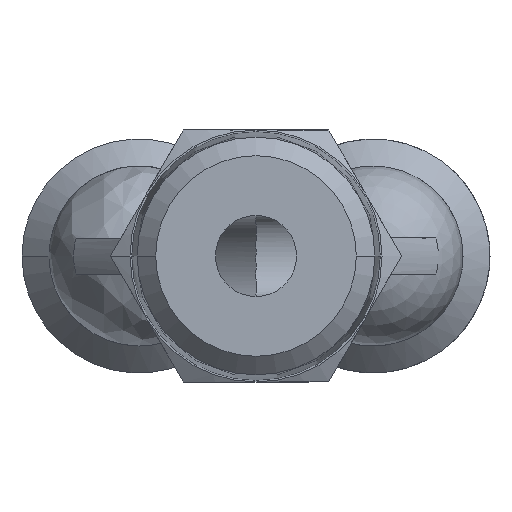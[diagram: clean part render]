
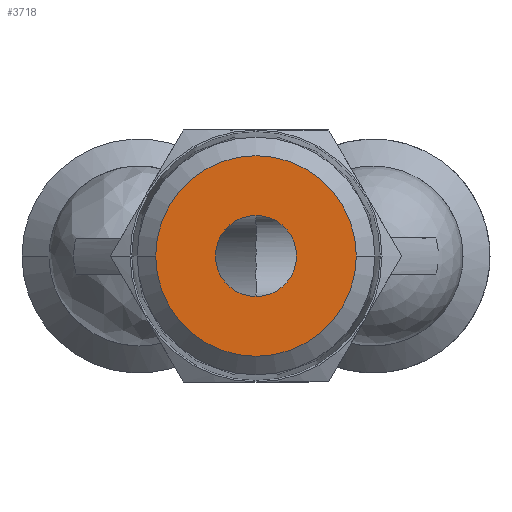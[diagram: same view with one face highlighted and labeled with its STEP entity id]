
A CAD part, front view. The second image highlights one B-rep face of the part: STEP entity #3718.
In plain terms, the highlighted planar face has unit normal (0, -1, 0).
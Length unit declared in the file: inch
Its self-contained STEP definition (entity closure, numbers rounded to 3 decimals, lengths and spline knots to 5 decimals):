
#241 = AXIS2_PLACEMENT_3D ( 'NONE', #268, #3884, #769 ) ;
#268 = CARTESIAN_POINT ( 'NONE',  ( 0., -0.64961, 0. ) ) ;
#386 = EDGE_CURVE ( 'NONE', #2060, #1747, #5545, .T. ) ;
#510 = AXIS2_PLACEMENT_3D ( 'NONE', #5767, #5745, #5722 ) ;
#516 = CARTESIAN_POINT ( 'NONE',  ( -0.10968, -0.64961, 0. ) ) ;
#646 = FACE_BOUND ( 'NONE', #5574, .T. ) ;
#769 = DIRECTION ( 'NONE',  ( -1., 0., 0. ) ) ;
#882 = CARTESIAN_POINT ( 'NONE',  ( 0., -0.64961, 0. ) ) ;
#1023 = DIRECTION ( 'NONE',  ( 1., 0., 0. ) ) ;
#1374 = DIRECTION ( 'NONE',  ( -1., 0., 0. ) ) ;
#1478 = PLANE ( 'NONE',  #5584 ) ;
#1621 = CIRCLE ( 'NONE', #5421, 0.21936 ) ;
#1747 = VERTEX_POINT ( 'NONE', #2675 ) ;
#1864 = CARTESIAN_POINT ( 'NONE',  ( 0., -0.64961, 0. ) ) ;
#1870 = CARTESIAN_POINT ( 'NONE',  ( -0.21936, -0.64961, 0. ) ) ;
#2004 = CIRCLE ( 'NONE', #241, 0.08858 ) ;
#2060 = VERTEX_POINT ( 'NONE', #3398 ) ;
#2276 = CARTESIAN_POINT ( 'NONE',  ( 0.21936, -0.64961, 0. ) ) ;
#2408 = DIRECTION ( 'NONE',  ( -1., 0., 0. ) ) ;
#2665 = ORIENTED_EDGE ( 'NONE', *, *, #5976, .T. ) ;
#2675 = CARTESIAN_POINT ( 'NONE',  ( -0.08858, -0.64961, 0. ) ) ;
#2771 = VERTEX_POINT ( 'NONE', #2276 ) ;
#3398 = CARTESIAN_POINT ( 'NONE',  ( 0.08858, -0.64961, 0. ) ) ;
#3718 = ADVANCED_FACE ( 'NONE', ( #646, #4818 ), #1478, .T. ) ;
#3759 = AXIS2_PLACEMENT_3D ( 'NONE', #882, #4518, #1374 ) ;
#3884 = DIRECTION ( 'NONE',  ( 0., 1., 0. ) ) ;
#4145 = DIRECTION ( 'NONE',  ( 0., -1., 0. ) ) ;
#4518 = DIRECTION ( 'NONE',  ( 0., 1., 0. ) ) ;
#4818 = FACE_OUTER_BOUND ( 'NONE', #4855, .T. ) ;
#4855 = EDGE_LOOP ( 'NONE', ( #5162, #4888 ) ) ;
#4877 = EDGE_CURVE ( 'NONE', #6145, #2771, #1621, .T. ) ;
#4888 = ORIENTED_EDGE ( 'NONE', *, *, #6592, .F. ) ;
#5162 = ORIENTED_EDGE ( 'NONE', *, *, #4877, .F. ) ;
#5421 = AXIS2_PLACEMENT_3D ( 'NONE', #1864, #5532, #2408 ) ;
#5532 = DIRECTION ( 'NONE',  ( 0., 1., 0. ) ) ;
#5545 = CIRCLE ( 'NONE', #510, 0.08858 ) ;
#5574 = EDGE_LOOP ( 'NONE', ( #2665, #6370 ) ) ;
#5584 = AXIS2_PLACEMENT_3D ( 'NONE', #516, #4145, #1023 ) ;
#5722 = DIRECTION ( 'NONE',  ( -1., 0., 0. ) ) ;
#5745 = DIRECTION ( 'NONE',  ( 0., 1., 0. ) ) ;
#5767 = CARTESIAN_POINT ( 'NONE',  ( 0., -0.64961, 0. ) ) ;
#5976 = EDGE_CURVE ( 'NONE', #1747, #2060, #2004, .T. ) ;
#6066 = CIRCLE ( 'NONE', #3759, 0.21936 ) ;
#6145 = VERTEX_POINT ( 'NONE', #1870 ) ;
#6370 = ORIENTED_EDGE ( 'NONE', *, *, #386, .T. ) ;
#6592 = EDGE_CURVE ( 'NONE', #2771, #6145, #6066, .T. ) ;
